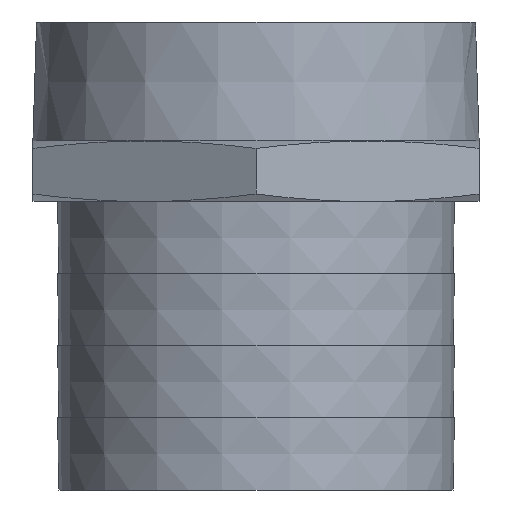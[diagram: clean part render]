
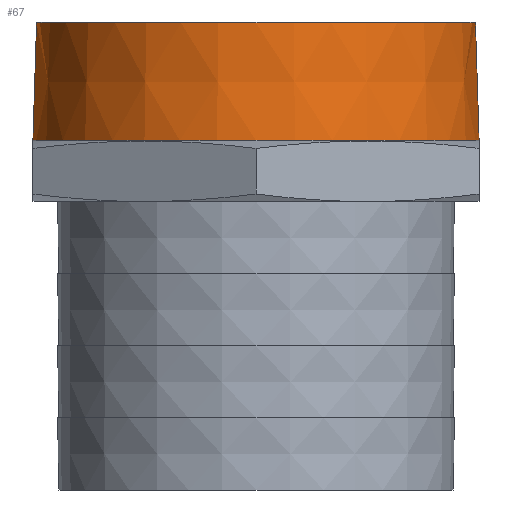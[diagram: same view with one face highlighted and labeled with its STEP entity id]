
A CAD part, front view. The second image highlights one B-rep face of the part: STEP entity #67.
In plain terms, the highlighted conical face has half-angle 1.78 degrees and reference radius 56.207 mm.
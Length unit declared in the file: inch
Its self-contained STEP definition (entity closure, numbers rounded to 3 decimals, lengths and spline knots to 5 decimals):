
#30 = ORIENTED_EDGE ( 'NONE', *, *, #663, .F. ) ;
#36 = VERTEX_POINT ( 'NONE', #901 ) ;
#59 = EDGE_CURVE ( 'NONE', #463, #36, #509, .T. ) ;
#66 = CONICAL_SURFACE ( 'NONE', #271, 2.21286, 0.031 ) ;
#67 = ADVANCED_FACE ( 'NONE', ( #367 ), #66, .T. ) ;
#107 = DIRECTION ( 'NONE',  ( 0., 0., -1. ) ) ;
#189 = CARTESIAN_POINT ( 'NONE',  ( -2.21317, 0., 4.71 ) ) ;
#214 = DIRECTION ( 'NONE',  ( -0.031, 0., -1. ) ) ;
#260 = DIRECTION ( 'NONE',  ( -1., 0., 0. ) ) ;
#268 = VERTEX_POINT ( 'NONE', #189 ) ;
#271 = AXIS2_PLACEMENT_3D ( 'NONE', #779, #1328, #260 ) ;
#307 = CARTESIAN_POINT ( 'NONE',  ( 2.21317, 0., 4.71 ) ) ;
#336 = CARTESIAN_POINT ( 'NONE',  ( 0., 0., 3.525 ) ) ;
#343 = CIRCLE ( 'NONE', #516, 2.21317 ) ;
#367 = FACE_OUTER_BOUND ( 'NONE', #1364, .T. ) ;
#369 = EDGE_CURVE ( 'NONE', #268, #463, #1186, .T. ) ;
#463 = VERTEX_POINT ( 'NONE', #837 ) ;
#509 = CIRCLE ( 'NONE', #678, 2.25 ) ;
#516 = AXIS2_PLACEMENT_3D ( 'NONE', #963, #107, #1391 ) ;
#568 = VECTOR ( 'NONE', #214, 39.37008 ) ;
#594 = CARTESIAN_POINT ( 'NONE',  ( 2.21286, 0., 4.72 ) ) ;
#640 = ORIENTED_EDGE ( 'NONE', *, *, #1239, .T. ) ;
#663 = EDGE_CURVE ( 'NONE', #910, #36, #724, .T. ) ;
#678 = AXIS2_PLACEMENT_3D ( 'NONE', #336, #880, #1316 ) ;
#724 = LINE ( 'NONE', #594, #886 ) ;
#765 = CARTESIAN_POINT ( 'NONE',  ( -2.21286, 0., 4.72 ) ) ;
#779 = CARTESIAN_POINT ( 'NONE',  ( 0., 0., 4.72 ) ) ;
#837 = CARTESIAN_POINT ( 'NONE',  ( -2.25, 0., 3.525 ) ) ;
#880 = DIRECTION ( 'NONE',  ( 0., 0., 1. ) ) ;
#886 = VECTOR ( 'NONE', #1164, 39.37008 ) ;
#901 = CARTESIAN_POINT ( 'NONE',  ( 2.25, 0., 3.525 ) ) ;
#910 = VERTEX_POINT ( 'NONE', #307 ) ;
#963 = CARTESIAN_POINT ( 'NONE',  ( 0., 0., 4.71 ) ) ;
#1123 = ORIENTED_EDGE ( 'NONE', *, *, #369, .T. ) ;
#1134 = ORIENTED_EDGE ( 'NONE', *, *, #59, .T. ) ;
#1164 = DIRECTION ( 'NONE',  ( 0.031, 0., -1. ) ) ;
#1186 = LINE ( 'NONE', #765, #568 ) ;
#1239 = EDGE_CURVE ( 'NONE', #910, #268, #343, .T. ) ;
#1316 = DIRECTION ( 'NONE',  ( 1., 0., 0. ) ) ;
#1328 = DIRECTION ( 'NONE',  ( 0., 0., -1. ) ) ;
#1364 = EDGE_LOOP ( 'NONE', ( #30, #640, #1123, #1134 ) ) ;
#1391 = DIRECTION ( 'NONE',  ( 1., 0., 0. ) ) ;
